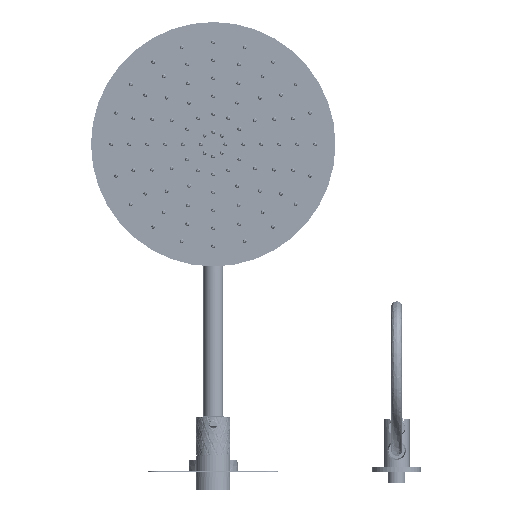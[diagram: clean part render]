
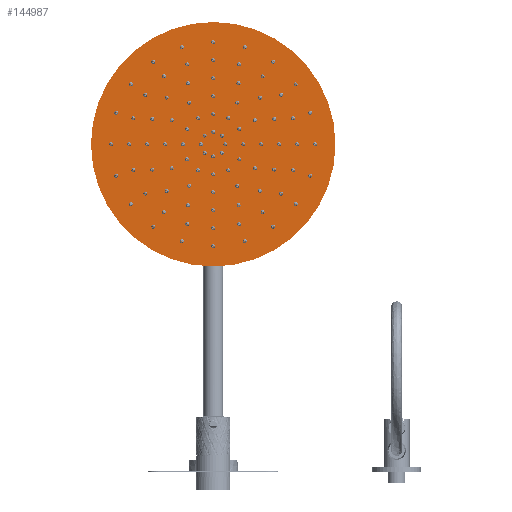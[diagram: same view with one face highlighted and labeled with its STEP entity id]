
A CAD part, front view. The second image highlights one B-rep face of the part: STEP entity #144987.
In plain terms, the highlighted planar face has unit normal (0, -1, 0).
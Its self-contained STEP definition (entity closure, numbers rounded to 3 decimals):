
#12856 = DIRECTION ( 'NONE',  ( 0., 0., -1. ) ) ;
#14835 = PLANE ( 'NONE',  #126257 ) ;
#34506 = EDGE_CURVE ( 'NONE', #110575, #109481, #182419, .T. ) ;
#38882 = ORIENTED_EDGE ( 'NONE', *, *, #53057, .T. ) ;
#53057 = EDGE_CURVE ( 'NONE', #109481, #110575, #64368, .T. ) ;
#55022 = CARTESIAN_POINT ( 'NONE',  ( 0., 632.076, 402.719 ) ) ;
#57884 = AXIS2_PLACEMENT_3D ( 'NONE', #55022, #102177, #118253 ) ;
#64368 = CIRCLE ( 'NONE', #57884, 150. ) ;
#76160 = CARTESIAN_POINT ( 'NONE',  ( 0., 632.076, 552.719 ) ) ;
#90468 = DIRECTION ( 'NONE',  ( 0., -1., 0. ) ) ;
#91468 = DIRECTION ( 'NONE',  ( 0., 0., 1. ) ) ;
#102177 = DIRECTION ( 'NONE',  ( 0., -1., 0. ) ) ;
#102250 = AXIS2_PLACEMENT_3D ( 'NONE', #166710, #90468, #91468 ) ;
#109481 = VERTEX_POINT ( 'NONE', #76160 ) ;
#110575 = VERTEX_POINT ( 'NONE', #112379 ) ;
#112379 = CARTESIAN_POINT ( 'NONE',  ( 0., 632.076, 252.719 ) ) ;
#118253 = DIRECTION ( 'NONE',  ( 0., 0., 1. ) ) ;
#126257 = AXIS2_PLACEMENT_3D ( 'NONE', #136296, #198463, #12856 ) ;
#134333 = FACE_OUTER_BOUND ( 'NONE', #150061, .T. ) ;
#136296 = CARTESIAN_POINT ( 'NONE',  ( 0., 632.076, 402.719 ) ) ;
#144987 = ADVANCED_FACE ( 'NONE', ( #134333 ), #14835, .F. ) ;
#150061 = EDGE_LOOP ( 'NONE', ( #38882, #192119 ) ) ;
#166710 = CARTESIAN_POINT ( 'NONE',  ( 0., 632.076, 402.719 ) ) ;
#182419 = CIRCLE ( 'NONE', #102250, 150. ) ;
#192119 = ORIENTED_EDGE ( 'NONE', *, *, #34506, .T. ) ;
#198463 = DIRECTION ( 'NONE',  ( 0., 1., 0. ) ) ;
